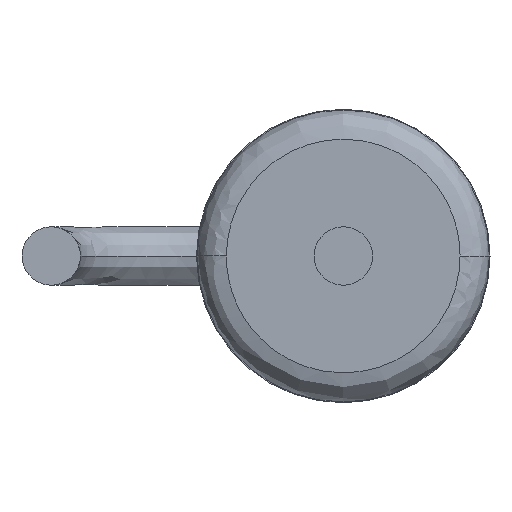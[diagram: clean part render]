
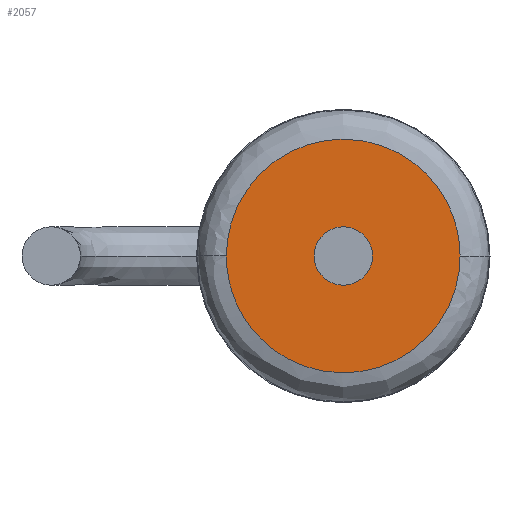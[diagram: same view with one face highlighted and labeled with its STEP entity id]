
A CAD part, front view. The second image highlights one B-rep face of the part: STEP entity #2057.
In plain terms, the highlighted planar face has unit normal (0, -1, 0).
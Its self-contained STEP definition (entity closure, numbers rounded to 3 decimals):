
#17 = PLANE ( 'NONE',  #1060 ) ;
#28 = CARTESIAN_POINT ( 'NONE',  ( -1.6, 0., 0. ) ) ;
#50 = CARTESIAN_POINT ( 'NONE',  ( -1.6, 0., 0. ) ) ;
#98 = EDGE_CURVE ( 'NONE', #1594, #2069, #429, .T. ) ;
#99 = VERTEX_POINT ( 'NONE', #1030 ) ;
#129 = DIRECTION ( 'NONE',  ( 1., 0., 0. ) ) ;
#137 = FACE_OUTER_BOUND ( 'NONE', #1243, .T. ) ;
#191 = CARTESIAN_POINT ( 'NONE',  ( 1.6, 0., 3.2 ) ) ;
#215 = EDGE_CURVE ( 'NONE', #1767, #99, #731, .T. ) ;
#323 = CARTESIAN_POINT ( 'NONE',  ( 0., 0., 0. ) ) ;
#364 = CARTESIAN_POINT ( 'NONE',  ( 0., 0., 0. ) ) ;
#376 = CARTESIAN_POINT ( 'NONE',  ( 1.6, 0., 0. ) ) ;
#409 = DIRECTION ( 'NONE',  ( 1., 0., 0. ) ) ;
#428 = AXIS2_PLACEMENT_3D ( 'NONE', #323, #769, #129 ) ;
#429 = CIRCLE ( 'NONE', #643, 0.4 ) ;
#520 = FACE_BOUND ( 'NONE', #1861, .T. ) ;
#547 = EDGE_CURVE ( 'NONE', #2069, #1594, #1586, .T. ) ;
#550 = CARTESIAN_POINT ( 'NONE',  ( 1.6, 0., 0. ) ) ;
#643 = AXIS2_PLACEMENT_3D ( 'NONE', #1377, #1201, #409 ) ;
#731 =( BOUNDED_CURVE ( )  B_SPLINE_CURVE ( 3, ( #550, #1199, #1021, #50 ),
 .UNSPECIFIED., .F., .F. ) 
 B_SPLINE_CURVE_WITH_KNOTS ( ( 4, 4 ),
 ( 0., 0.5 ),
 .UNSPECIFIED. ) 
 CURVE ( )  GEOMETRIC_REPRESENTATION_ITEM ( )  RATIONAL_B_SPLINE_CURVE ( ( 1., 0.333, 0.333, 1. ) ) 
 REPRESENTATION_ITEM ( '' )  );
#769 = DIRECTION ( 'NONE',  ( 0., 1., 0. ) ) ;
#824 =( BOUNDED_CURVE ( )  B_SPLINE_CURVE ( 3, ( #28, #1155, #191, #1479 ),
 .UNSPECIFIED., .F., .T. ) 
 B_SPLINE_CURVE_WITH_KNOTS ( ( 4, 4 ),
 ( 0.5, 1. ),
 .UNSPECIFIED. ) 
 CURVE ( )  GEOMETRIC_REPRESENTATION_ITEM ( )  RATIONAL_B_SPLINE_CURVE ( ( 1., 0.333, 0.333, 1. ) ) 
 REPRESENTATION_ITEM ( '' )  );
#853 = CARTESIAN_POINT ( 'NONE',  ( -0.4, 0., 0. ) ) ;
#1021 = CARTESIAN_POINT ( 'NONE',  ( -1.6, 0., -3.2 ) ) ;
#1030 = CARTESIAN_POINT ( 'NONE',  ( -1.6, 0., 0. ) ) ;
#1060 = AXIS2_PLACEMENT_3D ( 'NONE', #364, #1654, #1498 ) ;
#1144 = ORIENTED_EDGE ( 'NONE', *, *, #1163, .F. ) ;
#1155 = CARTESIAN_POINT ( 'NONE',  ( -1.6, 0., 3.2 ) ) ;
#1163 = EDGE_CURVE ( 'NONE', #99, #1767, #824, .T. ) ;
#1199 = CARTESIAN_POINT ( 'NONE',  ( 1.6, 0., -3.2 ) ) ;
#1201 = DIRECTION ( 'NONE',  ( 0., 1., 0. ) ) ;
#1243 = EDGE_LOOP ( 'NONE', ( #1564, #1144 ) ) ;
#1342 = ORIENTED_EDGE ( 'NONE', *, *, #98, .T. ) ;
#1377 = CARTESIAN_POINT ( 'NONE',  ( 0., 0., 0. ) ) ;
#1479 = CARTESIAN_POINT ( 'NONE',  ( 1.6, 0., 0. ) ) ;
#1498 = DIRECTION ( 'NONE',  ( 1., 0., 0. ) ) ;
#1564 = ORIENTED_EDGE ( 'NONE', *, *, #215, .F. ) ;
#1578 = CARTESIAN_POINT ( 'NONE',  ( 0.4, 0., 0. ) ) ;
#1586 = CIRCLE ( 'NONE', #428, 0.4 ) ;
#1594 = VERTEX_POINT ( 'NONE', #1578 ) ;
#1654 = DIRECTION ( 'NONE',  ( 0., -1., 0. ) ) ;
#1767 = VERTEX_POINT ( 'NONE', #376 ) ;
#1861 = EDGE_LOOP ( 'NONE', ( #1342, #1897 ) ) ;
#1897 = ORIENTED_EDGE ( 'NONE', *, *, #547, .T. ) ;
#2057 = ADVANCED_FACE ( 'NONE', ( #520, #137 ), #17, .T. ) ;
#2069 = VERTEX_POINT ( 'NONE', #853 ) ;
